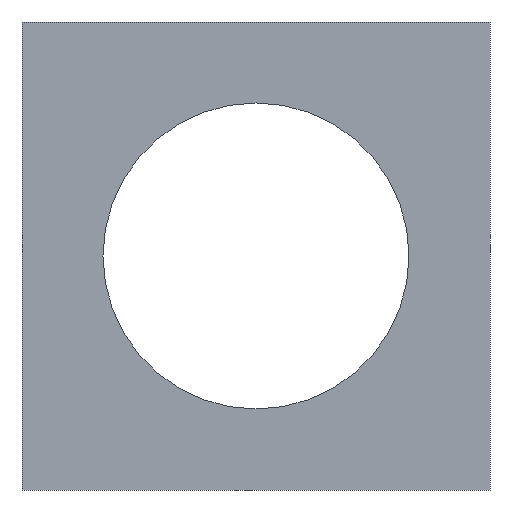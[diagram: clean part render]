
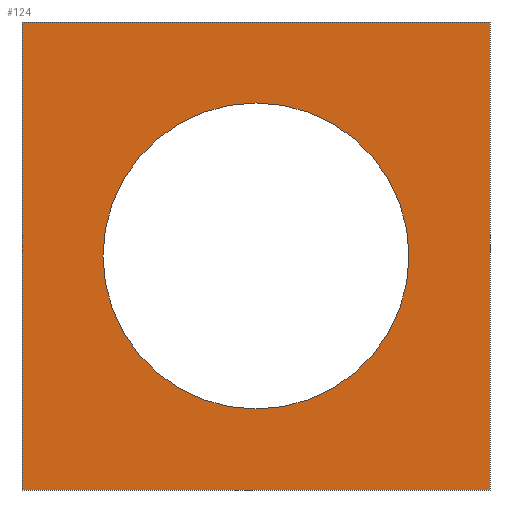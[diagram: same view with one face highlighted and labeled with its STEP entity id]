
A CAD part, left-side view. The second image highlights one B-rep face of the part: STEP entity #124.
In plain terms, the highlighted planar face has unit normal (-1, 0, 0).
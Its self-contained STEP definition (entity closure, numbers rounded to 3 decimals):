
#15=LINE($,#182,#27);
#19=LINE($,#189,#31);
#22=LINE($,#195,#34);
#24=LINE($,#198,#36);
#27=VECTOR($,#149,13.);
#31=VECTOR($,#155,13.);
#34=VECTOR($,#160,13.);
#36=VECTOR($,#164,13.);
#42=PLANE($,#136);
#45=FACE_BOUND($,#62,.T.);
#52=FACE_OUTER_BOUND($,#61,.T.);
#61=EDGE_LOOP($,(#112,#113,#114,#115));
#62=EDGE_LOOP($,(#116));
#63=CIRCLE($,#129,4.25);
#65=VERTEX_POINT($,#171);
#69=VERTEX_POINT($,#179);
#70=VERTEX_POINT($,#181);
#72=VERTEX_POINT($,#187);
#74=VERTEX_POINT($,#193);
#75=EDGE_CURVE($,#65,#65,#63,.T.);
#79=EDGE_CURVE($,#70,#69,#15,.T.);
#83=EDGE_CURVE($,#69,#72,#19,.T.);
#86=EDGE_CURVE($,#72,#74,#22,.T.);
#88=EDGE_CURVE($,#74,#70,#24,.T.);
#112=ORIENTED_EDGE($,*,*,#88,.T.);
#113=ORIENTED_EDGE($,*,*,#79,.T.);
#114=ORIENTED_EDGE($,*,*,#83,.T.);
#115=ORIENTED_EDGE($,*,*,#86,.T.);
#116=ORIENTED_EDGE($,*,*,#75,.T.);
#124=ADVANCED_FACE($,(#52,#45),#42,.F.);
#129=AXIS2_PLACEMENT_3D($,#172,#141,#142);
#136=AXIS2_PLACEMENT_3D($,#200,#167,#168);
#141=DIRECTION('center_axis',(1.,0.,0.));
#142=DIRECTION('ref_axis',(0.,0.,-1.));
#149=DIRECTION($,(0.,-1.,0.));
#155=DIRECTION($,(0.,0.,1.));
#160=DIRECTION($,(0.,1.,0.));
#164=DIRECTION($,(0.,0.,-1.));
#167=DIRECTION('center_axis',(1.,0.,0.));
#168=DIRECTION('ref_axis',(0.,0.,-1.));
#171=CARTESIAN_POINT('',(0.,0.,
4.25));
#172=CARTESIAN_POINT('Origin',(0.,0.,0.));
#179=CARTESIAN_POINT('',(0.,-6.5,-6.5));
#181=CARTESIAN_POINT('',(0.,6.5,-6.5));
#182=CARTESIAN_POINT($,(0.,6.5,-6.5));
#187=CARTESIAN_POINT('',(0.,-6.5,6.5));
#189=CARTESIAN_POINT($,(0.,-6.5,-6.5));
#193=CARTESIAN_POINT('',(0.,6.5,6.5));
#195=CARTESIAN_POINT($,(0.,-6.5,6.5));
#198=CARTESIAN_POINT($,(0.,6.5,6.5));
#200=CARTESIAN_POINT('Origin',(0.,0.,
0.));
